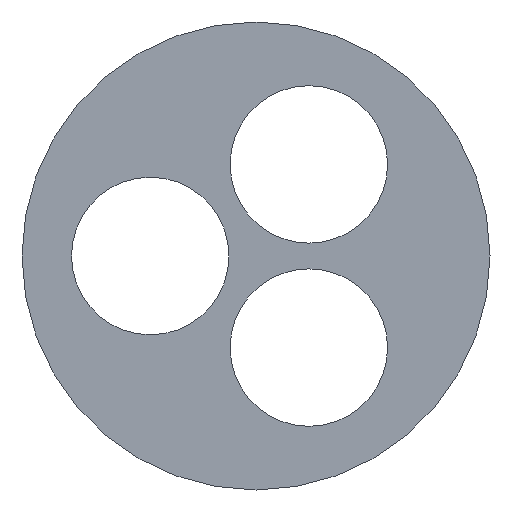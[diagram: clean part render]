
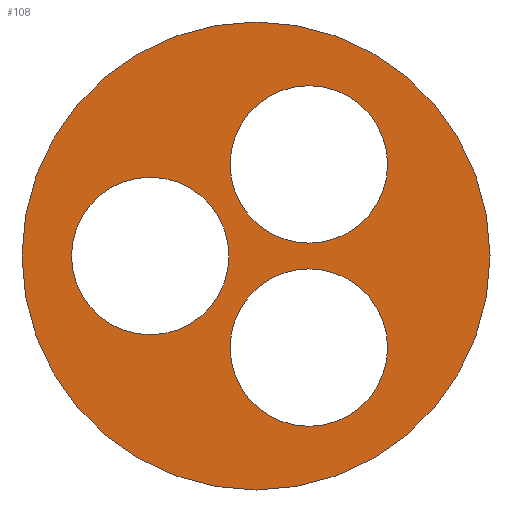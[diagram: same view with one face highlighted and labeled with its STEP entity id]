
A CAD part, left-side view. The second image highlights one B-rep face of the part: STEP entity #108.
In plain terms, the highlighted planar face has unit normal (-1, 0, 0).
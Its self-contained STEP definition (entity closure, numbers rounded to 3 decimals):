
#108 = ADVANCED_FACE( '', ( #224, #225, #226, #227 ), #228, .F. );
#224 = FACE_BOUND( '', #339, .T. );
#225 = FACE_BOUND( '', #340, .T. );
#226 = FACE_BOUND( '', #341, .T. );
#227 = FACE_OUTER_BOUND( '', #342, .T. );
#228 = PLANE( '', #343 );
#339 = EDGE_LOOP( '', ( #585 ) );
#340 = EDGE_LOOP( '', ( #586 ) );
#341 = EDGE_LOOP( '', ( #587 ) );
#342 = EDGE_LOOP( '', ( #588 ) );
#343 = AXIS2_PLACEMENT_3D( '', #589, #590, #591 );
#585 = ORIENTED_EDGE( '', *, *, #684, .T. );
#586 = ORIENTED_EDGE( '', *, *, #719, .T. );
#587 = ORIENTED_EDGE( '', *, *, #670, .T. );
#588 = ORIENTED_EDGE( '', *, *, #710, .F. );
#589 = CARTESIAN_POINT( '', ( 0., 0., 0. ) );
#590 = DIRECTION( '', ( 1., 0., 0. ) );
#591 = DIRECTION( '', ( 0., 0., -1. ) );
#670 = EDGE_CURVE( '', #799, #799, #800, .T. );
#684 = EDGE_CURVE( '', #823, #823, #824, .T. );
#710 = EDGE_CURVE( '', #866, #866, #867, .T. );
#719 = EDGE_CURVE( '', #879, #879, #880, .T. );
#799 = VERTEX_POINT( '', #983 );
#800 = CIRCLE( '', #984, 3.5 );
#823 = VERTEX_POINT( '', #1014 );
#824 = CIRCLE( '', #1015, 3.5 );
#866 = VERTEX_POINT( '', #1069 );
#867 = CIRCLE( '', #1070, 10.4 );
#879 = VERTEX_POINT( '', #1086 );
#880 = CIRCLE( '', #1087, 3.5 );
#983 = CARTESIAN_POINT( '', ( 0., -2.35, -7.57 ) );
#984 = AXIS2_PLACEMENT_3D( '', #1167, #1168, #1169 );
#1014 = CARTESIAN_POINT( '', ( 0., -2.35, 0.57 ) );
#1015 = AXIS2_PLACEMENT_3D( '', #1186, #1187, #1188 );
#1069 = CARTESIAN_POINT( '', ( 0., 0., -10.4 ) );
#1070 = AXIS2_PLACEMENT_3D( '', #1231, #1232, #1233 );
#1086 = CARTESIAN_POINT( '', ( 0., 4.7, -3.5 ) );
#1087 = AXIS2_PLACEMENT_3D( '', #1241, #1242, #1243 );
#1167 = CARTESIAN_POINT( '', ( 0., -2.35, -4.07 ) );
#1168 = DIRECTION( '', ( 1., 0., 0. ) );
#1169 = DIRECTION( '', ( 0., 0., -1. ) );
#1186 = CARTESIAN_POINT( '', ( 0., -2.35, 4.07 ) );
#1187 = DIRECTION( '', ( 1., 0., 0. ) );
#1188 = DIRECTION( '', ( 0., 0., -1. ) );
#1231 = CARTESIAN_POINT( '', ( 0., 0., 0. ) );
#1232 = DIRECTION( '', ( 1., 0., 0. ) );
#1233 = DIRECTION( '', ( 0., 0., -1. ) );
#1241 = CARTESIAN_POINT( '', ( 0., 4.7, 0. ) );
#1242 = DIRECTION( '', ( 1., 0., 0. ) );
#1243 = DIRECTION( '', ( 0., 0., -1. ) );
